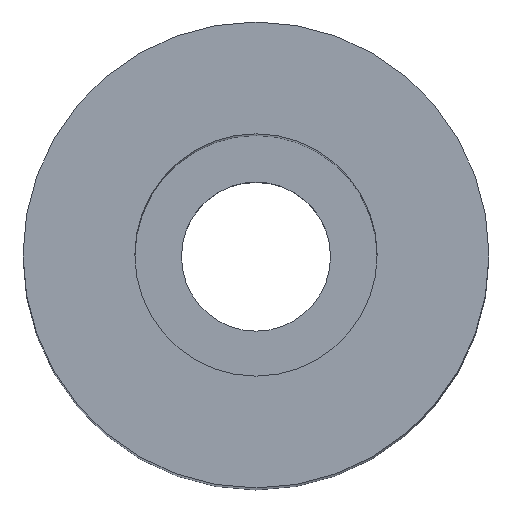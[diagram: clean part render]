
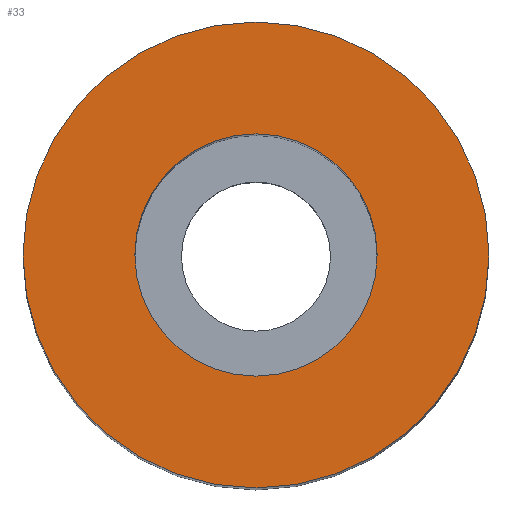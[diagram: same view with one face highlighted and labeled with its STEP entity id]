
A CAD part, top view. The second image highlights one B-rep face of the part: STEP entity #33.
In plain terms, the highlighted planar face has unit normal (0, 0, 1).
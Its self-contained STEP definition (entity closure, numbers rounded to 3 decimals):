
#23 = FACE_OUTER_BOUND ( 'NONE', #123, .T. ) ;
#25 = VERTEX_POINT ( 'NONE', #298 ) ;
#33 = ADVANCED_FACE ( 'NONE', ( #248, #23 ), #125, .F. ) ;
#39 = DIRECTION ( 'NONE',  ( 0., 0., 1. ) ) ;
#41 = DIRECTION ( 'NONE',  ( 1., 0., 0. ) ) ;
#42 = VERTEX_POINT ( 'NONE', #203 ) ;
#43 = DIRECTION ( 'NONE',  ( 0., 0., 1. ) ) ;
#47 = DIRECTION ( 'NONE',  ( -1., 0., 0. ) ) ;
#65 = CARTESIAN_POINT ( 'NONE',  ( 0., 0., 125. ) ) ;
#68 = AXIS2_PLACEMENT_3D ( 'NONE', #303, #43, #124 ) ;
#91 = EDGE_LOOP ( 'NONE', ( #280, #209 ) ) ;
#93 = ORIENTED_EDGE ( 'NONE', *, *, #262, .T. ) ;
#119 = CARTESIAN_POINT ( 'NONE',  ( -13., 0., 125. ) ) ;
#123 = EDGE_LOOP ( 'NONE', ( #225, #93 ) ) ;
#124 = DIRECTION ( 'NONE',  ( 1., 0., 0. ) ) ;
#125 = PLANE ( 'NONE',  #161 ) ;
#161 = AXIS2_PLACEMENT_3D ( 'NONE', #325, #277, #47 ) ;
#171 = CIRCLE ( 'NONE', #191, 13. ) ;
#173 = EDGE_CURVE ( 'NONE', #42, #181, #171, .T. ) ;
#181 = VERTEX_POINT ( 'NONE', #119 ) ;
#188 = DIRECTION ( 'NONE',  ( 1., 0., 0. ) ) ;
#191 = AXIS2_PLACEMENT_3D ( 'NONE', #65, #269, #188 ) ;
#197 = AXIS2_PLACEMENT_3D ( 'NONE', #261, #39, #295 ) ;
#203 = CARTESIAN_POINT ( 'NONE',  ( 13., 0., 125. ) ) ;
#209 = ORIENTED_EDGE ( 'NONE', *, *, #319, .F. ) ;
#217 = AXIS2_PLACEMENT_3D ( 'NONE', #266, #310, #41 ) ;
#224 = CIRCLE ( 'NONE', #68, 13. ) ;
#225 = ORIENTED_EDGE ( 'NONE', *, *, #232, .T. ) ;
#230 = CIRCLE ( 'NONE', #197, 25. ) ;
#232 = EDGE_CURVE ( 'NONE', #252, #25, #318, .T. ) ;
#248 = FACE_BOUND ( 'NONE', #91, .T. ) ;
#252 = VERTEX_POINT ( 'NONE', #270 ) ;
#261 = CARTESIAN_POINT ( 'NONE',  ( 0., 0., 125. ) ) ;
#262 = EDGE_CURVE ( 'NONE', #25, #252, #230, .T. ) ;
#266 = CARTESIAN_POINT ( 'NONE',  ( 0., 0., 125. ) ) ;
#269 = DIRECTION ( 'NONE',  ( 0., 0., 1. ) ) ;
#270 = CARTESIAN_POINT ( 'NONE',  ( 25., 0., 125. ) ) ;
#277 = DIRECTION ( 'NONE',  ( 0., 0., -1. ) ) ;
#280 = ORIENTED_EDGE ( 'NONE', *, *, #173, .F. ) ;
#295 = DIRECTION ( 'NONE',  ( 1., 0., 0. ) ) ;
#298 = CARTESIAN_POINT ( 'NONE',  ( -25., 0., 125. ) ) ;
#303 = CARTESIAN_POINT ( 'NONE',  ( 0., 0., 125. ) ) ;
#310 = DIRECTION ( 'NONE',  ( 0., 0., 1. ) ) ;
#318 = CIRCLE ( 'NONE', #217, 25. ) ;
#319 = EDGE_CURVE ( 'NONE', #181, #42, #224, .T. ) ;
#325 = CARTESIAN_POINT ( 'NONE',  ( 25., 0., 125. ) ) ;
